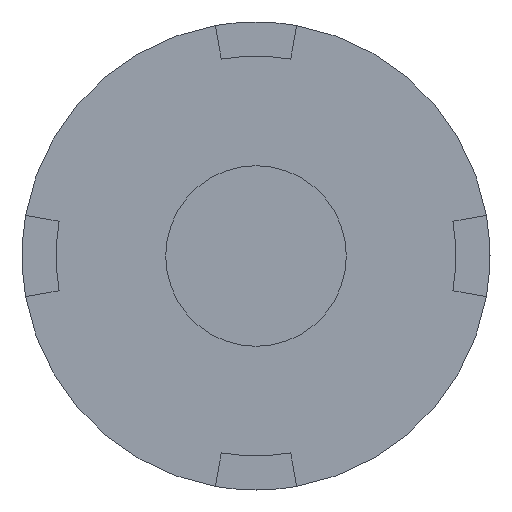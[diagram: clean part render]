
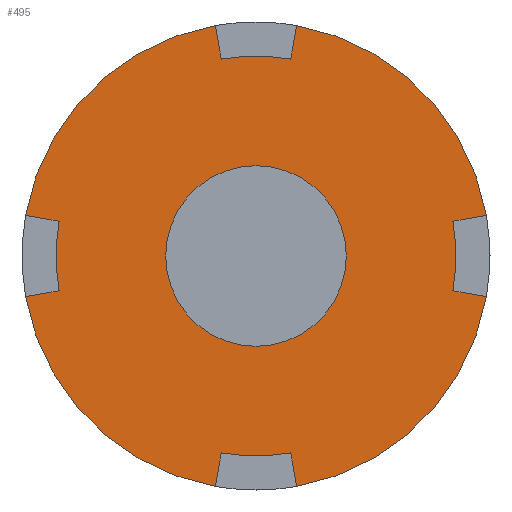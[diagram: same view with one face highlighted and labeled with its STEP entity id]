
A CAD part, front view. The second image highlights one B-rep face of the part: STEP entity #495.
In plain terms, the highlighted planar face has unit normal (0, -1, 0).
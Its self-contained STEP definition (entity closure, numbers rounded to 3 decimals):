
#1=CARTESIAN_POINT('',(0.,-11.125,0.));
#2=DIRECTION('',(0.,1.,0.));
#3=DIRECTION('',(0.,0.,-1.));
#4=AXIS2_PLACEMENT_3D('',#1,#2,#3);
#6=CARTESIAN_POINT('',(0.,-11.125,0.));
#7=DIRECTION('',(0.,1.,0.));
#8=DIRECTION('',(0.,0.,1.));
#9=AXIS2_PLACEMENT_3D('',#6,#7,#8);
#11=DIRECTION('',(0.985,0.,0.174));
#12=VECTOR('',#11,0.575);
#13=CARTESIAN_POINT('',(3.324,-11.125,0.586));
#14=LINE('',#13,#12);
#15=CARTESIAN_POINT('',(0.,-11.125,0.));
#16=DIRECTION('',(0.,-1.,0.));
#17=DIRECTION('',(0.985,0.,-0.174));
#18=AXIS2_PLACEMENT_3D('',#15,#16,#17);
#20=DIRECTION('',(-0.985,0.,0.174));
#21=VECTOR('',#20,0.575);
#22=CARTESIAN_POINT('',(3.89,-11.125,-0.686));
#23=LINE('',#22,#21);
#24=CARTESIAN_POINT('',(0.,-11.125,0.));
#25=DIRECTION('',(0.,-1.,0.));
#26=DIRECTION('',(0.174,0.,-0.985));
#27=AXIS2_PLACEMENT_3D('',#24,#25,#26);
#29=DIRECTION('',(0.174,0.,-0.985));
#30=VECTOR('',#29,0.575);
#31=CARTESIAN_POINT('',(0.586,-11.125,-3.324));
#32=LINE('',#31,#30);
#33=CARTESIAN_POINT('',(0.,-11.125,0.));
#34=DIRECTION('',(0.,-1.,0.));
#35=DIRECTION('',(-0.174,0.,-0.985));
#36=AXIS2_PLACEMENT_3D('',#33,#34,#35);
#38=DIRECTION('',(0.174,0.,0.985));
#39=VECTOR('',#38,0.575);
#40=CARTESIAN_POINT('',(-0.686,-11.125,-3.89));
#41=LINE('',#40,#39);
#42=CARTESIAN_POINT('',(0.,-11.125,0.));
#43=DIRECTION('',(0.,-1.,0.));
#44=DIRECTION('',(-0.985,0.,-0.174));
#45=AXIS2_PLACEMENT_3D('',#42,#43,#44);
#47=DIRECTION('',(-0.985,0.,-0.174));
#48=VECTOR('',#47,0.575);
#49=CARTESIAN_POINT('',(-3.324,-11.125,-0.586));
#50=LINE('',#49,#48);
#51=CARTESIAN_POINT('',(0.,-11.125,0.));
#52=DIRECTION('',(0.,-1.,0.));
#53=DIRECTION('',(-0.985,0.,0.174));
#54=AXIS2_PLACEMENT_3D('',#51,#52,#53);
#56=DIRECTION('',(0.985,0.,-0.174));
#57=VECTOR('',#56,0.575);
#58=CARTESIAN_POINT('',(-3.89,-11.125,0.686));
#59=LINE('',#58,#57);
#60=CARTESIAN_POINT('',(0.,-11.125,0.));
#61=DIRECTION('',(0.,-1.,0.));
#62=DIRECTION('',(-0.174,0.,0.985));
#63=AXIS2_PLACEMENT_3D('',#60,#61,#62);
#65=DIRECTION('',(-0.174,0.,0.985));
#66=VECTOR('',#65,0.575);
#67=CARTESIAN_POINT('',(-0.586,-11.125,3.324));
#68=LINE('',#67,#66);
#69=CARTESIAN_POINT('',(0.,-11.125,0.));
#70=DIRECTION('',(0.,-1.,0.));
#71=DIRECTION('',(0.,0.,1.));
#72=AXIS2_PLACEMENT_3D('',#69,#70,#71);
#74=CARTESIAN_POINT('',(0.,-11.125,0.));
#75=DIRECTION('',(0.,-1.,0.));
#76=DIRECTION('',(0.174,0.,0.985));
#77=AXIS2_PLACEMENT_3D('',#74,#75,#76);
#79=DIRECTION('',(-0.174,0.,-0.985));
#80=VECTOR('',#79,0.575);
#81=CARTESIAN_POINT('',(0.686,-11.125,3.89));
#82=LINE('',#81,#80);
#83=CARTESIAN_POINT('',(0.,-11.125,0.));
#84=DIRECTION('',(0.,-1.,0.));
#85=DIRECTION('',(0.985,0.,0.174));
#86=AXIS2_PLACEMENT_3D('',#83,#84,#85);
#356=CARTESIAN_POINT('',(3.324,-11.125,0.586));
#357=CARTESIAN_POINT('',(3.89,-11.125,0.686));
#358=VERTEX_POINT('',#356);
#359=VERTEX_POINT('',#357);
#360=CARTESIAN_POINT('',(0.686,-11.125,3.89));
#361=CARTESIAN_POINT('',(0.586,-11.125,3.324));
#362=VERTEX_POINT('',#360);
#363=VERTEX_POINT('',#361);
#364=CARTESIAN_POINT('',(0.,-11.125,3.375));
#365=CARTESIAN_POINT('',(-0.586,-11.125,3.324));
#366=VERTEX_POINT('',#364);
#367=VERTEX_POINT('',#365);
#368=CARTESIAN_POINT('',(-0.686,-11.125,3.89));
#369=VERTEX_POINT('',#368);
#370=CARTESIAN_POINT('',(-3.89,-11.125,0.686));
#371=CARTESIAN_POINT('',(-3.324,-11.125,0.586));
#372=VERTEX_POINT('',#370);
#373=VERTEX_POINT('',#371);
#374=CARTESIAN_POINT('',(-3.324,-11.125,-0.586));
#375=VERTEX_POINT('',#374);
#376=CARTESIAN_POINT('',(-3.89,-11.125,-0.686));
#377=VERTEX_POINT('',#376);
#378=CARTESIAN_POINT('',(-0.686,-11.125,-3.89));
#379=CARTESIAN_POINT('',(-0.586,-11.125,-3.324));
#380=VERTEX_POINT('',#378);
#381=VERTEX_POINT('',#379);
#382=CARTESIAN_POINT('',(0.586,-11.125,-3.324));
#383=VERTEX_POINT('',#382);
#384=CARTESIAN_POINT('',(0.686,-11.125,-3.89));
#385=VERTEX_POINT('',#384);
#386=CARTESIAN_POINT('',(3.89,-11.125,-0.686));
#387=CARTESIAN_POINT('',(3.324,-11.125,-0.586));
#388=VERTEX_POINT('',#386);
#389=VERTEX_POINT('',#387);
#422=CARTESIAN_POINT('',(0.,-11.125,-1.525));
#424=VERTEX_POINT('',#422);
#426=CARTESIAN_POINT('',(0.,-11.125,1.525));
#428=VERTEX_POINT('',#426);
#448=CARTESIAN_POINT('',(0.,-11.125,2.825));
#449=DIRECTION('',(0.,-1.,0.));
#450=DIRECTION('',(0.,0.,-1.));
#451=AXIS2_PLACEMENT_3D('',#448,#449,#450);
#452=PLANE('',#451);
#454=ORIENTED_EDGE('',*,*,#453,.F.);
#456=ORIENTED_EDGE('',*,*,#455,.F.);
#458=ORIENTED_EDGE('',*,*,#457,.F.);
#460=ORIENTED_EDGE('',*,*,#459,.F.);
#462=ORIENTED_EDGE('',*,*,#461,.F.);
#464=ORIENTED_EDGE('',*,*,#463,.F.);
#466=ORIENTED_EDGE('',*,*,#465,.F.);
#468=ORIENTED_EDGE('',*,*,#467,.F.);
#470=ORIENTED_EDGE('',*,*,#469,.F.);
#472=ORIENTED_EDGE('',*,*,#471,.F.);
#474=ORIENTED_EDGE('',*,*,#473,.F.);
#476=ORIENTED_EDGE('',*,*,#475,.F.);
#478=ORIENTED_EDGE('',*,*,#477,.F.);
#480=ORIENTED_EDGE('',*,*,#479,.F.);
#482=ORIENTED_EDGE('',*,*,#481,.F.);
#484=ORIENTED_EDGE('',*,*,#483,.F.);
#486=ORIENTED_EDGE('',*,*,#485,.F.);
#487=EDGE_LOOP('',(#454,#456,#458,#460,#462,#464,#466,#468,#470,#472,#474,#476,
#478,#480,#482,#484,#486));
#488=FACE_OUTER_BOUND('',#487,.F.);
#490=ORIENTED_EDGE('',*,*,#489,.F.);
#492=ORIENTED_EDGE('',*,*,#491,.F.);
#493=EDGE_LOOP('',(#490,#492));
#494=FACE_BOUND('',#493,.F.);
#495=ADVANCED_FACE('',(#488,#494),#452,.T.);
#5=CIRCLE('',#4,1.525);
#10=CIRCLE('',#9,1.525);
#19=CIRCLE('',#18,3.375);
#28=CIRCLE('',#27,3.95);
#37=CIRCLE('',#36,3.375);
#46=CIRCLE('',#45,3.95);
#55=CIRCLE('',#54,3.375);
#64=CIRCLE('',#63,3.95);
#73=CIRCLE('',#72,3.375);
#78=CIRCLE('',#77,3.375);
#87=CIRCLE('',#86,3.95);
#453=EDGE_CURVE('',#358,#359,#14,.T.);
#455=EDGE_CURVE('',#389,#358,#19,.T.);
#457=EDGE_CURVE('',#388,#389,#23,.T.);
#459=EDGE_CURVE('',#385,#388,#28,.T.);
#461=EDGE_CURVE('',#383,#385,#32,.T.);
#463=EDGE_CURVE('',#381,#383,#37,.T.);
#465=EDGE_CURVE('',#380,#381,#41,.T.);
#467=EDGE_CURVE('',#377,#380,#46,.T.);
#469=EDGE_CURVE('',#375,#377,#50,.T.);
#471=EDGE_CURVE('',#373,#375,#55,.T.);
#473=EDGE_CURVE('',#372,#373,#59,.T.);
#475=EDGE_CURVE('',#369,#372,#64,.T.);
#477=EDGE_CURVE('',#367,#369,#68,.T.);
#479=EDGE_CURVE('',#366,#367,#73,.T.);
#481=EDGE_CURVE('',#363,#366,#78,.T.);
#483=EDGE_CURVE('',#362,#363,#82,.T.);
#485=EDGE_CURVE('',#359,#362,#87,.T.);
#489=EDGE_CURVE('',#424,#428,#5,.T.);
#491=EDGE_CURVE('',#428,#424,#10,.T.);
